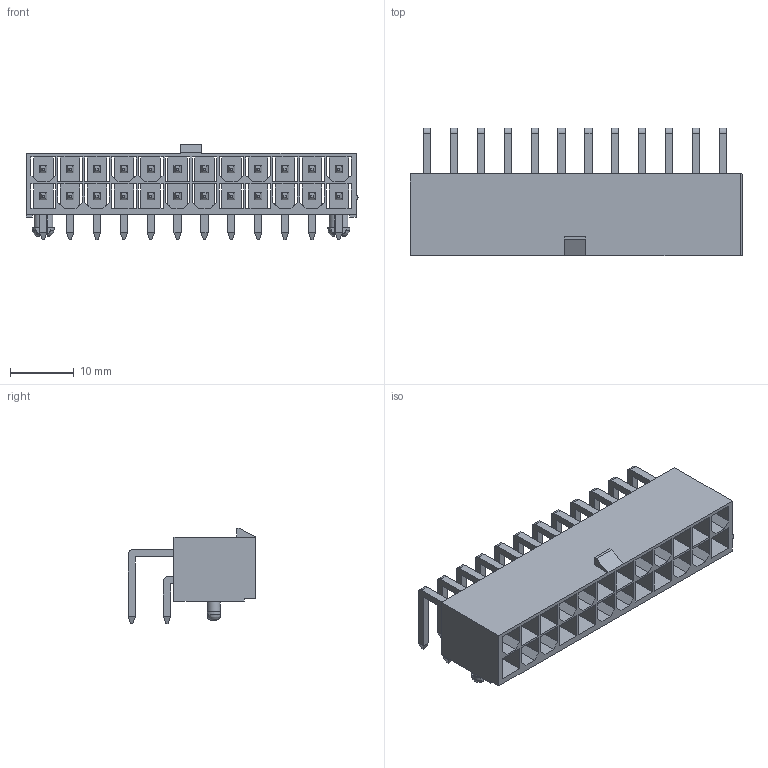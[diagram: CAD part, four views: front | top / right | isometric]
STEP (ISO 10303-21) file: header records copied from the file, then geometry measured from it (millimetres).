
FILE_DESCRIPTION(/* description */ ('Unknown'),/* implementation_level */ '2;1');
FILE_NAME(/* name */ '649024227222',/* time_stamp */ '2019-08-14T15:33:52+02:00',/* author */ ('Unknown'),/* organization */ ('Unknown'),/* preprocessor_version */ 'ST-DEVELOPER v16.7',/* originating_system */ 'DEX',/* authorisation */ $);
FILE_SCHEMA (('AP242_MANAGED_MODEL_BASED_3D_ENGINEERING_MIM_LF { 1 0 10303 442 1 1 4 }','AUTOMOTIVE_DESIGN {1 0 10303 214 3 1 1}'));
Length unit declared in the file: millimetre
Products named in the file (4): 6490xx227222; 649024227222; 6490xx227222_PIN; 6490xx227222_PIN_BIS
Assembly tree (25 placements, depth 2):
  6490xx227222
    649024227222
    6490xx227222_PIN  x12
    6490xx227222_PIN_BIS  x12
Bounding box: 51.9 x 19.97 x 14.9 mm (x, y, z)
Volume: 3312 mm3; surface area: 9837.7 mm2
Topology: 25 solids, 25 shells, 903 faces, 2271 edges, 1410 vertices
Faces by surface type: plane 862, cylinder 29, bspline 12
Entity records: 17251 total; most frequent: CARTESIAN_POINT 3466, ORIENTED_EDGE 2914, DIRECTION 2505, EDGE_CURVE 1457, LINE 1399, VECTOR 1399, VERTEX_POINT 926, EDGE_LOOP 665
